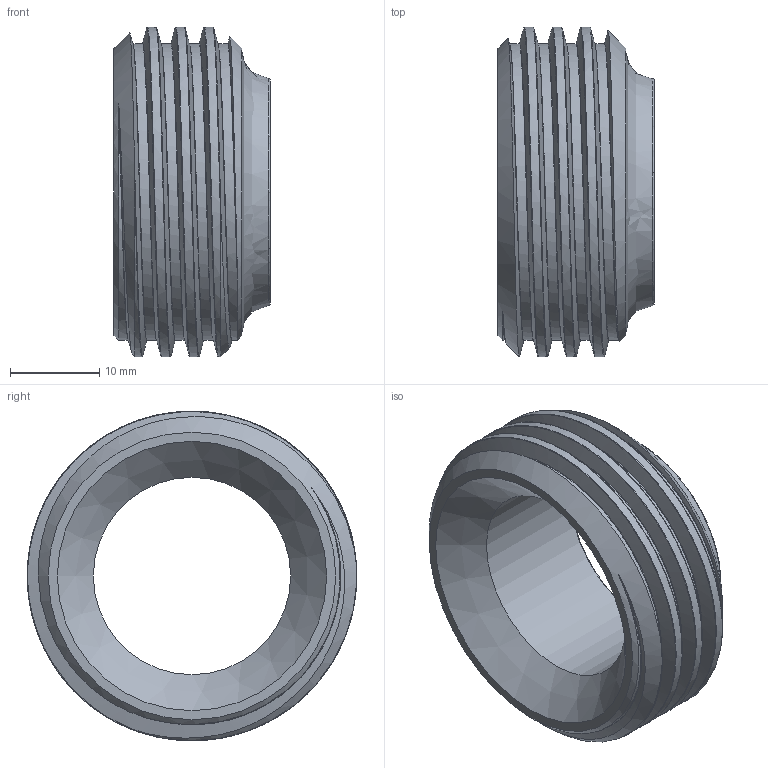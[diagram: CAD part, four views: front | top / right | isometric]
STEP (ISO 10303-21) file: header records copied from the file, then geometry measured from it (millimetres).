
FILE_DESCRIPTION(/* description */ (''),/* implementation_level */ '2;1');
FILE_NAME(/* name */ '15TRF-1.stp',/* time_stamp */ '2019-07-03T14:50:34-04:00',/* author */ ('rick'),/* organization */ (''),/* preprocessor_version */ 'ST-DEVELOPER v15.2',/* originating_system */ 'Autodesk Inventor 2014',/* authorisation */ '');
FILE_SCHEMA (('AUTOMOTIVE_DESIGN { 1 0 10303 214 3 1 1 }'));
Length unit declared in the file: inch
Products named in the file (1): 15TRF-1
Bounding box: 17.48 x 36.9 x 36.91 mm (x, y, z)
Volume: 7950.6 mm3; surface area: 4859.7 mm2
Topology: 1 solids, 1 shells, 18 faces, 43 edges, 28 vertices
Faces by surface type: bspline 7, plane 3, cylinder 3, cone 3, torus 2
Full cylindrical faces by diameter (mm): 22.098 x1
Entity records: 3387 total; most frequent: CARTESIAN_POINT 3034, ORIENTED_EDGE 68, DIRECTION 48, EDGE_CURVE 34, EDGE_LOOP 27, VERTEX_POINT 25, AXIS2_PLACEMENT_3D 24, B_SPLINE_CURVE_WITH_KNOTS 22
